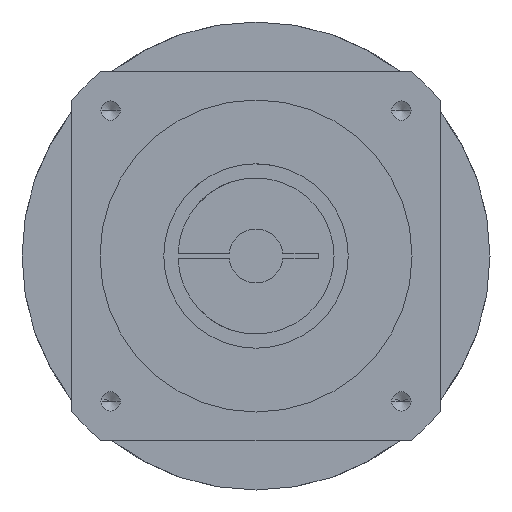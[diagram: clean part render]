
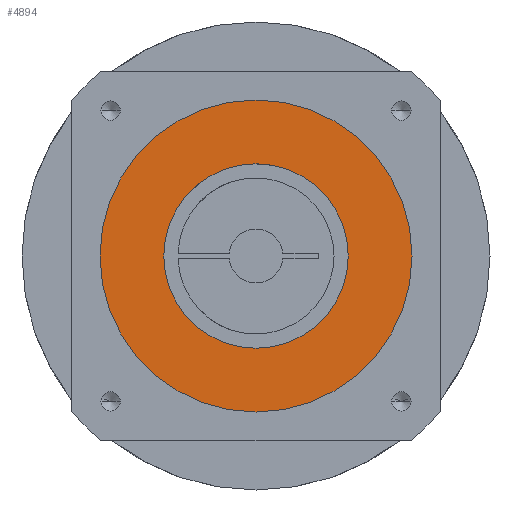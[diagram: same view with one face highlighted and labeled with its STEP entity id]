
A CAD part, front view. The second image highlights one B-rep face of the part: STEP entity #4894.
In plain terms, the highlighted face is planar.
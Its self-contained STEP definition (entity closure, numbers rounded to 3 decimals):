
#116 = CARTESIAN_POINT ( 'NONE',  ( 0., 70., 0. ) ) ;
#219 = FACE_BOUND ( 'NONE', #2979, .T. ) ;
#302 = AXIS2_PLACEMENT_3D ( 'NONE', #2190, #4095, #1467 ) ;
#465 = DIRECTION ( 'NONE',  ( 0., 0., 1. ) ) ;
#495 = DIRECTION ( 'NONE',  ( 0., 1., 0. ) ) ;
#522 = AXIS2_PLACEMENT_3D ( 'NONE', #3026, #727, #1868 ) ;
#566 = CIRCLE ( 'NONE', #522, 55. ) ;
#727 = DIRECTION ( 'NONE',  ( 0., 1., 0. ) ) ;
#732 = EDGE_CURVE ( 'NONE', #2464, #4670, #566, .T. ) ;
#797 = CARTESIAN_POINT ( 'NONE',  ( 0., 70., 0. ) ) ;
#831 = DIRECTION ( 'NONE',  ( 0., 1., 0. ) ) ;
#987 = ORIENTED_EDGE ( 'NONE', *, *, #2102, .F. ) ;
#1191 = ORIENTED_EDGE ( 'NONE', *, *, #2890, .F. ) ;
#1467 = DIRECTION ( 'NONE',  ( 0., 0., 1. ) ) ;
#1495 = CIRCLE ( 'NONE', #302, 55. ) ;
#1571 = PLANE ( 'NONE',  #3920 ) ;
#1747 = CARTESIAN_POINT ( 'NONE',  ( 0., 70., 55. ) ) ;
#1815 = CARTESIAN_POINT ( 'NONE',  ( 0., 70., 32.5 ) ) ;
#1853 = AXIS2_PLACEMENT_3D ( 'NONE', #116, #495, #465 ) ;
#1868 = DIRECTION ( 'NONE',  ( 0., 0., 1. ) ) ;
#2102 = EDGE_CURVE ( 'NONE', #3248, #3170, #4144, .T. ) ;
#2190 = CARTESIAN_POINT ( 'NONE',  ( 0., 70., 0. ) ) ;
#2199 = ORIENTED_EDGE ( 'NONE', *, *, #4581, .T. ) ;
#2344 = CARTESIAN_POINT ( 'NONE',  ( 0., 70., 0. ) ) ;
#2359 = DIRECTION ( 'NONE',  ( 0., 0., 1. ) ) ;
#2394 = AXIS2_PLACEMENT_3D ( 'NONE', #2344, #2722, #4330 ) ;
#2464 = VERTEX_POINT ( 'NONE', #1747 ) ;
#2722 = DIRECTION ( 'NONE',  ( 0., 1., 0. ) ) ;
#2890 = EDGE_CURVE ( 'NONE', #3170, #3248, #3386, .T. ) ;
#2979 = EDGE_LOOP ( 'NONE', ( #1191, #987 ) ) ;
#3026 = CARTESIAN_POINT ( 'NONE',  ( 0., 70., 0. ) ) ;
#3170 = VERTEX_POINT ( 'NONE', #1815 ) ;
#3248 = VERTEX_POINT ( 'NONE', #3372 ) ;
#3372 = CARTESIAN_POINT ( 'NONE',  ( 0., 70., -32.5 ) ) ;
#3386 = CIRCLE ( 'NONE', #1853, 32.5 ) ;
#3554 = ORIENTED_EDGE ( 'NONE', *, *, #732, .T. ) ;
#3657 = EDGE_LOOP ( 'NONE', ( #3554, #2199 ) ) ;
#3920 = AXIS2_PLACEMENT_3D ( 'NONE', #797, #831, #2359 ) ;
#4095 = DIRECTION ( 'NONE',  ( 0., 1., 0. ) ) ;
#4144 = CIRCLE ( 'NONE', #2394, 32.5 ) ;
#4330 = DIRECTION ( 'NONE',  ( 0., 0., 1. ) ) ;
#4527 = CARTESIAN_POINT ( 'NONE',  ( 0., 70., -55. ) ) ;
#4568 = FACE_OUTER_BOUND ( 'NONE', #3657, .T. ) ;
#4581 = EDGE_CURVE ( 'NONE', #4670, #2464, #1495, .T. ) ;
#4670 = VERTEX_POINT ( 'NONE', #4527 ) ;
#4894 = ADVANCED_FACE ( 'NONE', ( #219, #4568 ), #1571, .T. ) ;
